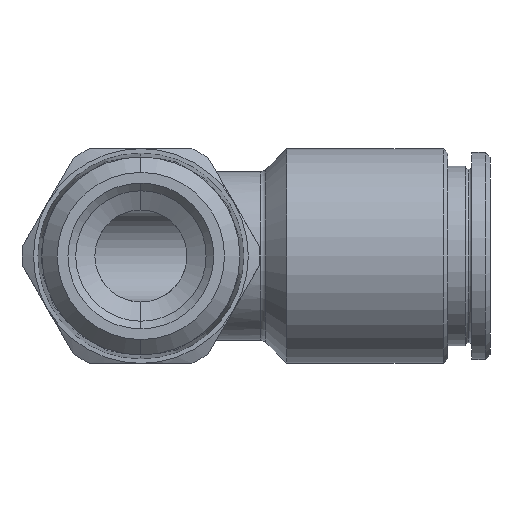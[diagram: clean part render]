
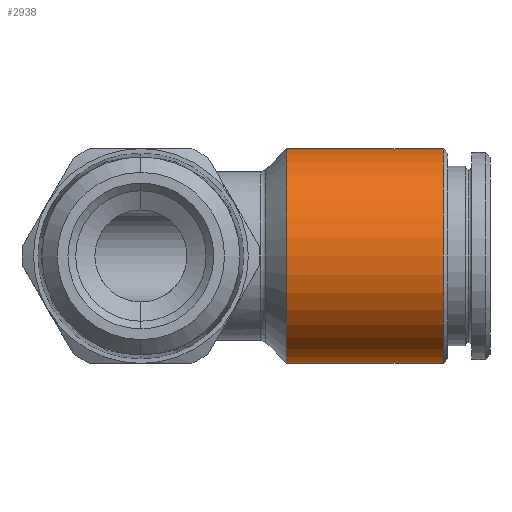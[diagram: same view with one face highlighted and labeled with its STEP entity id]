
A CAD part, front view. The second image highlights one B-rep face of the part: STEP entity #2938.
In plain terms, the highlighted cylindrical face has radius 7 mm (diameter 14 mm), a partial arc.
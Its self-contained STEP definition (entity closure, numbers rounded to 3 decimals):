
#50 = VECTOR ( 'NONE', #67, 1000. ) ;
#54 = LINE ( 'NONE', #66, #50 ) ;
#66 = CARTESIAN_POINT ( 'NONE',  ( 0., 0., -7. ) ) ;
#67 = DIRECTION ( 'NONE',  ( -1., 0., 0. ) ) ;
#111 = CARTESIAN_POINT ( 'NONE',  ( 19.7, 0., -7. ) ) ;
#366 = EDGE_CURVE ( 'NONE', #3137, #3132, #584, .T. ) ;
#575 = CARTESIAN_POINT ( 'NONE',  ( 9.5, 0., 0. ) ) ;
#583 = AXIS2_PLACEMENT_3D ( 'NONE', #575, #607, #596 ) ;
#584 = CIRCLE ( 'NONE', #583, 7. ) ;
#596 = DIRECTION ( 'NONE',  ( 0., 0., -1. ) ) ;
#607 = DIRECTION ( 'NONE',  ( 1., 0., 0. ) ) ;
#1259 = AXIS2_PLACEMENT_3D ( 'NONE', #1263, #1269, #1268 ) ;
#1260 = CIRCLE ( 'NONE', #1259, 7. ) ;
#1263 = CARTESIAN_POINT ( 'NONE',  ( 19.7, 0., 0. ) ) ;
#1268 = DIRECTION ( 'NONE',  ( 0., 0., 1. ) ) ;
#1269 = DIRECTION ( 'NONE',  ( -1., 0., 0. ) ) ;
#1274 = CARTESIAN_POINT ( 'NONE',  ( 0., 0., 0. ) ) ;
#1275 = CYLINDRICAL_SURFACE ( 'NONE', #1279, 7. ) ;
#1278 = DIRECTION ( 'NONE',  ( 0., 0., 1. ) ) ;
#1279 = AXIS2_PLACEMENT_3D ( 'NONE', #1274, #1280, #1278 ) ;
#1280 = DIRECTION ( 'NONE',  ( -1., 0., 0. ) ) ;
#1283 = FACE_OUTER_BOUND ( 'NONE', #2929, .T. ) ;
#1670 = CARTESIAN_POINT ( 'NONE',  ( 9.5, 0., -7. ) ) ;
#1671 = LINE ( 'NONE', #1677, #1676 ) ;
#1675 = DIRECTION ( 'NONE',  ( -1., 0., 0. ) ) ;
#1676 = VECTOR ( 'NONE', #1675, 1000. ) ;
#1677 = CARTESIAN_POINT ( 'NONE',  ( 0., 0., 7. ) ) ;
#1679 = CARTESIAN_POINT ( 'NONE',  ( 9.5, 0., 7. ) ) ;
#1682 = CARTESIAN_POINT ( 'NONE',  ( 19.7, 0., 7. ) ) ;
#2929 = EDGE_LOOP ( 'NONE', ( #2942, #2930, #2940, #2937 ) ) ;
#2930 = ORIENTED_EDGE ( 'NONE', *, *, #2931, .T. ) ;
#2931 = EDGE_CURVE ( 'NONE', #3190, #3142, #1260, .T. ) ;
#2937 = ORIENTED_EDGE ( 'NONE', *, *, #366, .T. ) ;
#2938 = ADVANCED_FACE ( 'NONE', ( #1283 ), #1275, .T. ) ;
#2940 = ORIENTED_EDGE ( 'NONE', *, *, #3134, .T. ) ;
#2942 = ORIENTED_EDGE ( 'NONE', *, *, #3166, .F. ) ;
#3132 = VERTEX_POINT ( 'NONE', #1670 ) ;
#3134 = EDGE_CURVE ( 'NONE', #3142, #3137, #1671, .T. ) ;
#3137 = VERTEX_POINT ( 'NONE', #1679 ) ;
#3142 = VERTEX_POINT ( 'NONE', #1682 ) ;
#3166 = EDGE_CURVE ( 'NONE', #3190, #3132, #54, .T. ) ;
#3190 = VERTEX_POINT ( 'NONE', #111 ) ;
